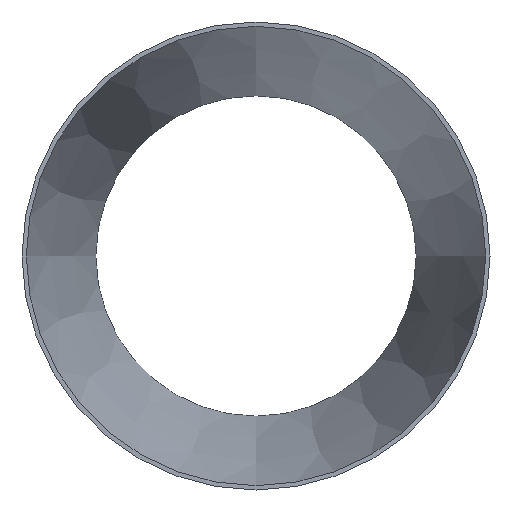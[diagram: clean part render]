
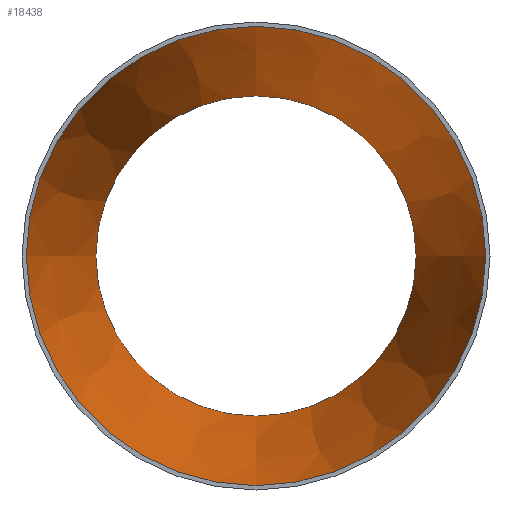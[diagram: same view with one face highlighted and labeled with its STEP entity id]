
A CAD part, front view. The second image highlights one B-rep face of the part: STEP entity #18438.
In plain terms, the highlighted conical face has half-angle 12.087 degrees and reference radius 107.505 mm.
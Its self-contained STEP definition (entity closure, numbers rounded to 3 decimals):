
#321 = CIRCLE ( 'NONE', #4226, 74.955 ) ;
#772 = EDGE_CURVE ( 'NONE', #20175, #20175, #321, .T. ) ;
#1106 = FACE_BOUND ( 'NONE', #15159, .T. ) ;
#3202 = CARTESIAN_POINT ( 'NONE',  ( 0., 152., 0. ) ) ;
#3784 = CIRCLE ( 'NONE', #20310, 107.505 ) ;
#4226 = AXIS2_PLACEMENT_3D ( 'NONE', #3202, #28440, #9735 ) ;
#6355 = CARTESIAN_POINT ( 'NONE',  ( 0., 152., -74.955 ) ) ;
#9735 = DIRECTION ( 'NONE',  ( 0., 0., -1. ) ) ;
#10359 = FACE_OUTER_BOUND ( 'NONE', #24052, .T. ) ;
#12673 = DIRECTION ( 'NONE',  ( 0., 0., -1. ) ) ;
#13905 = CARTESIAN_POINT ( 'NONE',  ( 0., 0., 0. ) ) ;
#14516 = ORIENTED_EDGE ( 'NONE', *, *, #20888, .T. ) ;
#14616 = DIRECTION ( 'NONE',  ( 0., -1., 0. ) ) ;
#15159 = EDGE_LOOP ( 'NONE', ( #19570 ) ) ;
#15589 = VERTEX_POINT ( 'NONE', #18195 ) ;
#15927 = AXIS2_PLACEMENT_3D ( 'NONE', #19643, #14616, #23932 ) ;
#18195 = CARTESIAN_POINT ( 'NONE',  ( 0., 0., -107.505 ) ) ;
#18438 = ADVANCED_FACE ( 'NONE', ( #1106, #10359 ), #29061, .F. ) ;
#19570 = ORIENTED_EDGE ( 'NONE', *, *, #772, .F. ) ;
#19643 = CARTESIAN_POINT ( 'NONE',  ( 0., 0., 0. ) ) ;
#20175 = VERTEX_POINT ( 'NONE', #6355 ) ;
#20310 = AXIS2_PLACEMENT_3D ( 'NONE', #13905, #24126, #12673 ) ;
#20888 = EDGE_CURVE ( 'NONE', #15589, #15589, #3784, .T. ) ;
#23932 = DIRECTION ( 'NONE',  ( 0., 0., -1. ) ) ;
#24052 = EDGE_LOOP ( 'NONE', ( #14516 ) ) ;
#24126 = DIRECTION ( 'NONE',  ( 0., -1., 0. ) ) ;
#28440 = DIRECTION ( 'NONE',  ( 0., -1., 0. ) ) ;
#29061 = CONICAL_SURFACE ( 'NONE', #15927, 107.505, 0.211 ) ;
